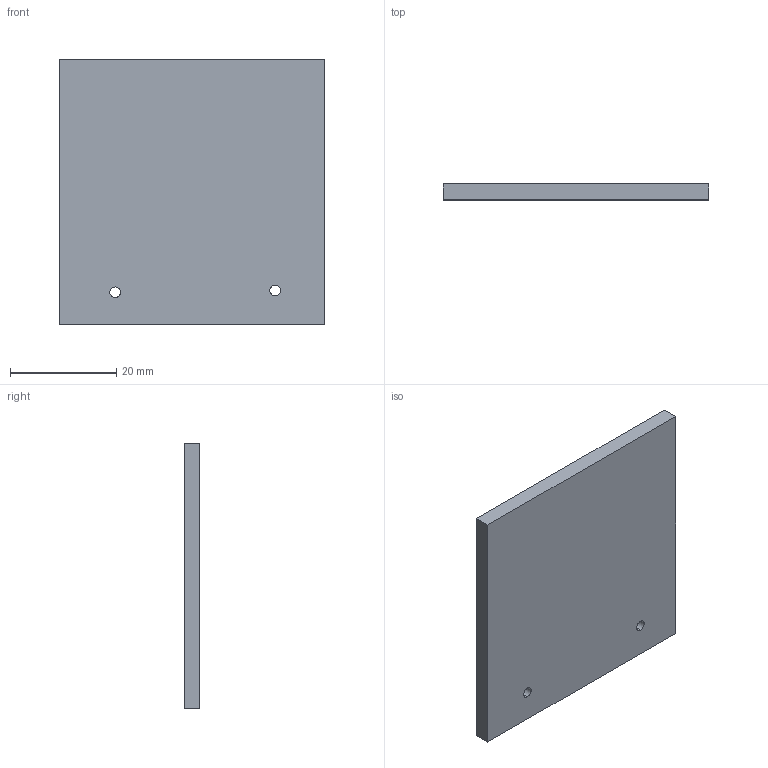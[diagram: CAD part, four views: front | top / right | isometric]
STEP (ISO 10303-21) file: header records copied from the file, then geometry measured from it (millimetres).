
FILE_DESCRIPTION (( 'STEP AP203' ), '1' );
FILE_NAME ('样品2.STEP', '2025-05-19T16:53:36', ( '' ), ( '' ), 'SwSTEP 2.0', 'SolidWorks 2018', '' );
FILE_SCHEMA (( 'CONFIG_CONTROL_DESIGN' ));
Length unit declared in the file: millimetre
Products named in the file (1): 欴こ2
Bounding box: 50 x 3 x 50 mm (x, y, z)
Volume: 7479.5 mm3; surface area: 5657.8 mm2
Topology: 1 solids, 1 shells, 130 faces, 264 edges, 176 vertices
Faces by surface type: cylinder 84, plane 46
Entity records: 3581 total; most frequent: DIRECTION 694, CARTESIAN_POINT 571, ORIENTED_EDGE 528, AXIS2_PLACEMENT_3D 299, EDGE_CURVE 264, VERTEX_POINT 176, EDGE_LOOP 174, CIRCLE 168
